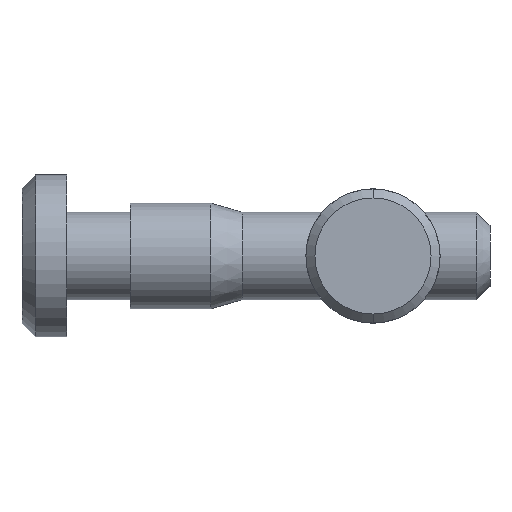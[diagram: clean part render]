
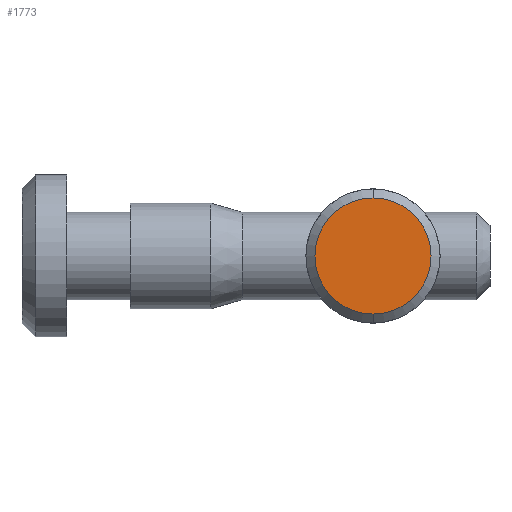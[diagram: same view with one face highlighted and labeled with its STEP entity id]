
A CAD part, left-side view. The second image highlights one B-rep face of the part: STEP entity #1773.
In plain terms, the highlighted face is planar.
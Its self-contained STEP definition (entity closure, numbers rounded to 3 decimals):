
#259 = CIRCLE ( 'NONE', #822, 6.45 ) ;
#367 = VERTEX_POINT ( 'NONE', #2199 ) ;
#410 = ORIENTED_EDGE ( 'NONE', *, *, #968, .T. ) ;
#529 = CARTESIAN_POINT ( 'NONE',  ( 0., 29.1, 6.45 ) ) ;
#563 = VERTEX_POINT ( 'NONE', #529 ) ;
#688 = AXIS2_PLACEMENT_3D ( 'NONE', #1144, #1332, #2236 ) ;
#790 = DIRECTION ( 'NONE',  ( 0., 1., 0. ) ) ;
#811 = DIRECTION ( 'NONE',  ( 0., 0., 1. ) ) ;
#822 = AXIS2_PLACEMENT_3D ( 'NONE', #2296, #790, #811 ) ;
#859 = FACE_OUTER_BOUND ( 'NONE', #2083, .T. ) ;
#968 = EDGE_CURVE ( 'NONE', #563, #367, #259, .T. ) ;
#1024 = ORIENTED_EDGE ( 'NONE', *, *, #1618, .T. ) ;
#1144 = CARTESIAN_POINT ( 'NONE',  ( 0., 29.1, 0. ) ) ;
#1214 = CARTESIAN_POINT ( 'NONE',  ( 0., 29.1, 0. ) ) ;
#1332 = DIRECTION ( 'NONE',  ( 0., 1., 0. ) ) ;
#1358 = CIRCLE ( 'NONE', #1809, 6.45 ) ;
#1607 = DIRECTION ( 'NONE',  ( 0., 1., 0. ) ) ;
#1618 = EDGE_CURVE ( 'NONE', #367, #563, #1358, .T. ) ;
#1773 = ADVANCED_FACE ( 'NONE', ( #859 ), #2072, .T. ) ;
#1801 = DIRECTION ( 'NONE',  ( 0., 0., 1. ) ) ;
#1809 = AXIS2_PLACEMENT_3D ( 'NONE', #1214, #1607, #1801 ) ;
#2072 = PLANE ( 'NONE',  #688 ) ;
#2083 = EDGE_LOOP ( 'NONE', ( #1024, #410 ) ) ;
#2199 = CARTESIAN_POINT ( 'NONE',  ( 0., 29.1, -6.45 ) ) ;
#2236 = DIRECTION ( 'NONE',  ( 0., 0., 1. ) ) ;
#2296 = CARTESIAN_POINT ( 'NONE',  ( 0., 29.1, 0. ) ) ;
